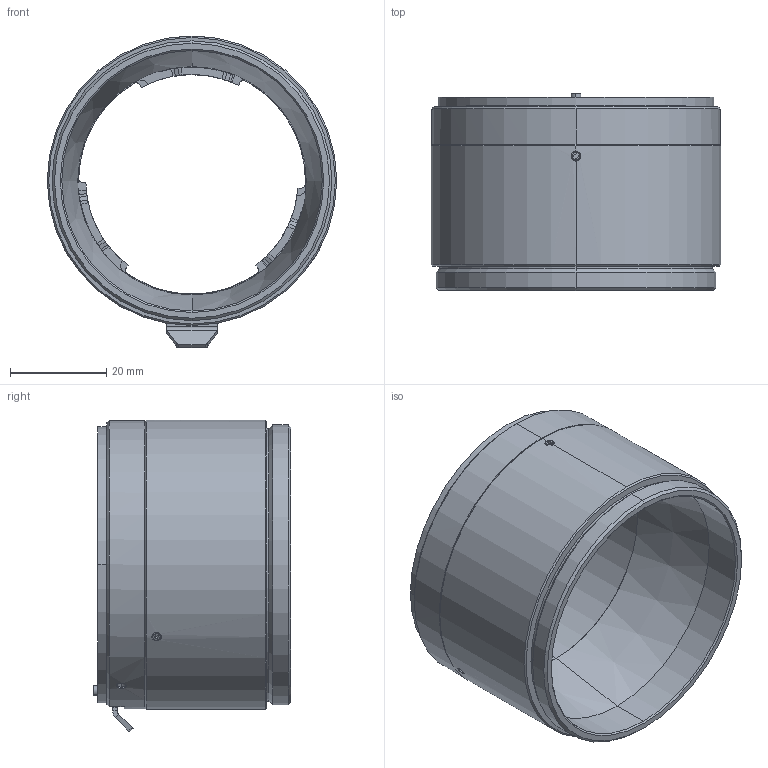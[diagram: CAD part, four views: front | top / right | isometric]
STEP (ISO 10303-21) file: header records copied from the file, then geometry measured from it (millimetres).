
FILE_DESCRIPTION (( 'STEP AP214' ), '1' );
FILE_NAME ('F009004-02006 M58 to F-Mount Adapter.STEP', '2020-10-22T09:32:02', ( '' ), ( '' ), 'SwSTEP 2.0', 'SolidWorks 2020', '' );
FILE_SCHEMA (( 'AUTOMOTIVE_DESIGN' ));
Length unit declared in the file: millimetre
Products named in the file (11): N000049-00000 Gewindestift M2x3 DIN914 mit Spitze_09142   2  3-mattssons; E002445-01001 Justage Stift für Oberer Ring C for Nikon_L_8_5; F009004-02006 M58 to F-Mount Adapter; E002368-02001 Federring C for Nikon; E002371-01001 Feder C for Nikon Hama; B003029-01001_Entriegelblech mit Justagestift_8_5; E002370-02001 Entriegelblech für Oberer Ring C for Nikon; E002258-00000 M2x4 FK; E001464-04001 Ring f黵 Nikon Bajonett f黵 M58_M42 F-Mount; E002142-01001 M58 Nikon Adapter; E002367-04001 Ring silber C for Nikon
Assembly tree (14 placements, depth 3):
  F009004-02006 M58 to F-Mount Adapter
    E001464-04001 Ring f黵 Nikon Bajonett f黵 M58_M42 F-Mount
    B003029-01001_Entriegelblech mit Justagestift_8_5
      E002370-02001 Entriegelblech für Oberer Ring C for Nikon
      E002445-01001 Justage Stift für Oberer Ring C for Nikon_L_8_5
    E002368-02001 Federring C for Nikon
    E002367-04001 Ring silber C for Nikon
    E002371-01001 Feder C for Nikon Hama
    E002258-00000 M2x4 FK  x3
    E002142-01001 M58 Nikon Adapter
    N000049-00000 Gewindestift M2x3 DIN914 mit Spitze_09142   2  3-mattssons  x3
Bounding box: 60 x 40.9 x 64.66 mm (x, y, z)
Volume: 31197.6 mm3; surface area: 23579.4 mm2
Topology: 14 solids, 14 shells, 441 faces, 1022 edges, 623 vertices
Faces by surface type: cylinder 182, plane 168, cone 53, bspline 38
Entity records: 13441 total; most frequent: CARTESIAN_POINT 4470, DIRECTION 1735, ORIENTED_EDGE 1704, EDGE_CURVE 852, AXIS2_PLACEMENT_3D 698, VERTEX_POINT 519, EDGE_LOOP 421, FACE_OUTER_BOUND 371
